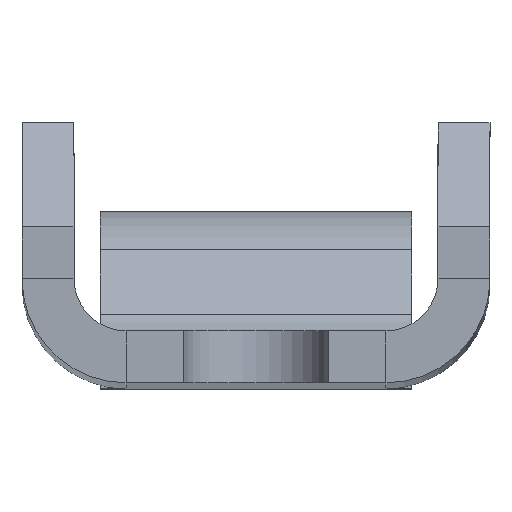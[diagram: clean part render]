
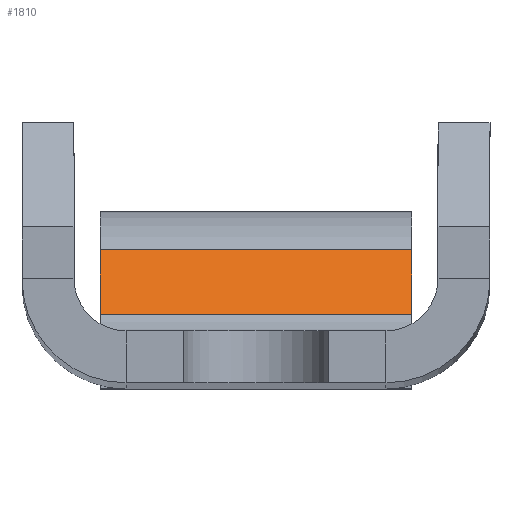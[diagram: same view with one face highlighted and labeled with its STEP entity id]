
A CAD part, top view. The second image highlights one B-rep face of the part: STEP entity #1810.
In plain terms, the highlighted planar face has unit normal (0, 0.707, 0.707).
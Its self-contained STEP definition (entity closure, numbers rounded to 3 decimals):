
#4 = EDGE_LOOP ( 'NONE', ( #1368, #160, #710, #1172 ) ) ;
#5 = CARTESIAN_POINT ( 'NONE',  ( 3., -1.718, -71.682 ) ) ;
#7 = VERTEX_POINT ( 'NONE', #5 ) ;
#11 = LINE ( 'NONE', #1237, #993 ) ;
#41 = CARTESIAN_POINT ( 'NONE',  ( 3., -2.961, -70.439 ) ) ;
#85 = AXIS2_PLACEMENT_3D ( 'NONE', #1381, #192, #1079 ) ;
#160 = ORIENTED_EDGE ( 'NONE', *, *, #207, .T. ) ;
#192 = DIRECTION ( 'NONE',  ( 0., 0.707, 0.707 ) ) ;
#207 = EDGE_CURVE ( 'NONE', #7, #261, #11, .T. ) ;
#242 = VERTEX_POINT ( 'NONE', #1370 ) ;
#261 = VERTEX_POINT ( 'NONE', #1091 ) ;
#338 = DIRECTION ( 'NONE',  ( -1., 0., 0. ) ) ;
#499 = VECTOR ( 'NONE', #1409, 1000. ) ;
#710 = ORIENTED_EDGE ( 'NONE', *, *, #1302, .F. ) ;
#773 = FACE_OUTER_BOUND ( 'NONE', #4, .T. ) ;
#908 = PLANE ( 'NONE',  #85 ) ;
#959 = CARTESIAN_POINT ( 'NONE',  ( 3., -2.961, -70.439 ) ) ;
#993 = VECTOR ( 'NONE', #338, 1000. ) ;
#1079 = DIRECTION ( 'NONE',  ( 0., -0.707, 0.707 ) ) ;
#1091 = CARTESIAN_POINT ( 'NONE',  ( -3., -1.718, -71.682 ) ) ;
#1172 = ORIENTED_EDGE ( 'NONE', *, *, #1315, .F. ) ;
#1177 = VECTOR ( 'NONE', #1248, 1000. ) ;
#1237 = CARTESIAN_POINT ( 'NONE',  ( 3., -1.718, -71.682 ) ) ;
#1248 = DIRECTION ( 'NONE',  ( 0., 0.707, -0.707 ) ) ;
#1252 = LINE ( 'NONE', #959, #499 ) ;
#1302 = EDGE_CURVE ( 'NONE', #242, #261, #1343, .T. ) ;
#1315 = EDGE_CURVE ( 'NONE', #1825, #242, #1252, .T. ) ;
#1343 = LINE ( 'NONE', #1682, #1177 ) ;
#1368 = ORIENTED_EDGE ( 'NONE', *, *, #1440, .F. ) ;
#1370 = CARTESIAN_POINT ( 'NONE',  ( -3., -2.961, -70.439 ) ) ;
#1381 = CARTESIAN_POINT ( 'NONE',  ( -3., -3.4, -70. ) ) ;
#1409 = DIRECTION ( 'NONE',  ( -1., 0., 0. ) ) ;
#1428 = LINE ( 'NONE', #1524, #1832 ) ;
#1440 = EDGE_CURVE ( 'NONE', #7, #1825, #1428, .T. ) ;
#1524 = CARTESIAN_POINT ( 'NONE',  ( 3., -3.4, -70. ) ) ;
#1682 = CARTESIAN_POINT ( 'NONE',  ( -3., -1.279, -72.121 ) ) ;
#1810 = ADVANCED_FACE ( 'NONE', ( #773 ), #908, .T. ) ;
#1816 = DIRECTION ( 'NONE',  ( 0., -0.707, 0.707 ) ) ;
#1825 = VERTEX_POINT ( 'NONE', #41 ) ;
#1832 = VECTOR ( 'NONE', #1816, 1000. ) ;
